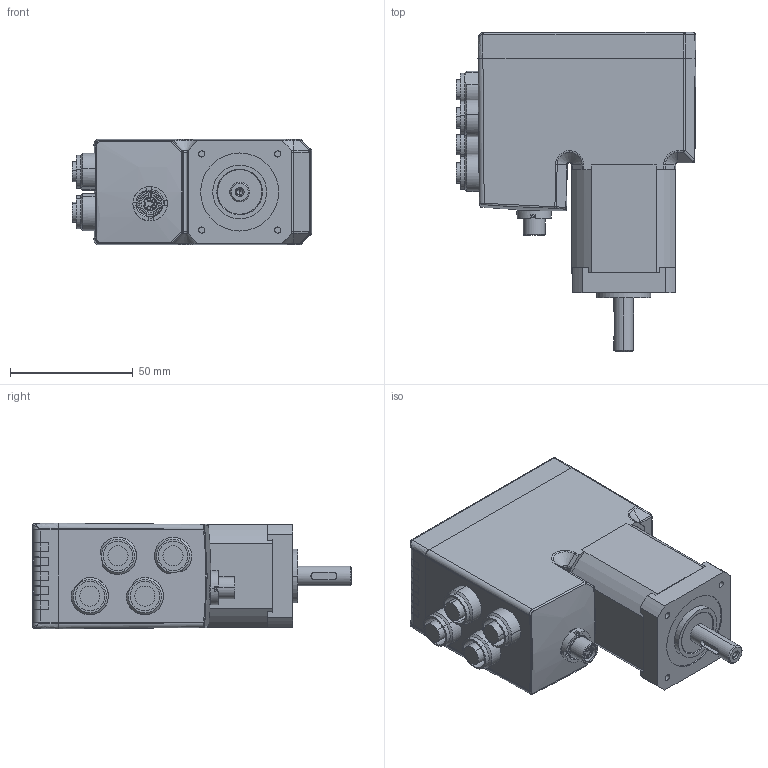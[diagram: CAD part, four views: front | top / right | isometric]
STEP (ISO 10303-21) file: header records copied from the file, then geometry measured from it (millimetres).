
FILE_DESCRIPTION (( 'STEP AP214' ), '1' );
FILE_NAME ('MIS176 M12 on top STO.STEP', '2020-03-05T08:58:49', ( '' ), ( '' ), 'SwSTEP 2.0', 'SolidWorks 2018', '' );
FILE_SCHEMA (( 'AUTOMOTIVE_DESIGN' ));
Length unit declared in the file: millimetre
Products named in the file (1): MIS176 M12 on top STO
Bounding box: 97.64 x 130 x 43.06 mm (x, y, z)
Volume: 321611.3 mm3; surface area: 37985.6 mm2
Topology: 1 solids, 11 shells, 652 faces, 1603 edges, 968 vertices
Faces by surface type: plane 289, cylinder 205, cone 79, bspline 62, torus 11, sphere 6
Entity records: 33413 total; most frequent: CARTESIAN_POINT 11911, ORIENTED_EDGE 3158, DIRECTION 2742, EDGE_CURVE 1579, AXIS2_PLACEMENT_3D 1020, VERTEX_POINT 968, EDGE_LOOP 705, LINE 702
